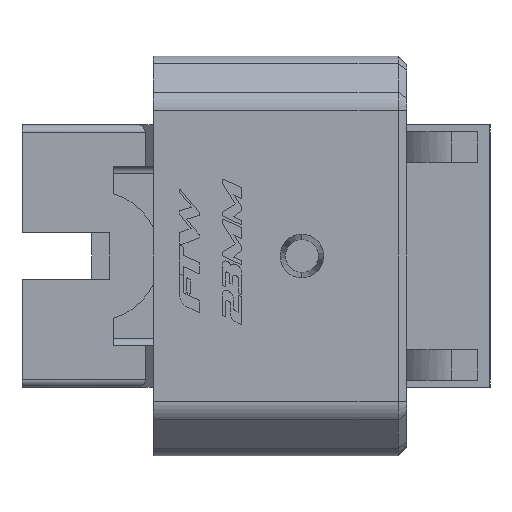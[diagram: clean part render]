
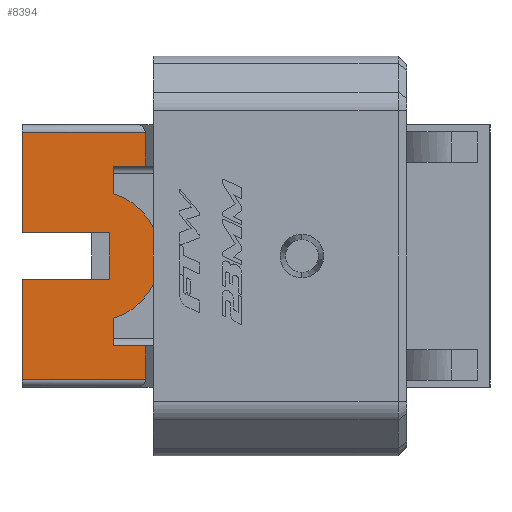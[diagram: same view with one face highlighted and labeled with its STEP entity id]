
A CAD part, left-side view. The second image highlights one B-rep face of the part: STEP entity #8394.
In plain terms, the highlighted planar face has unit normal (-1, 0, 0).
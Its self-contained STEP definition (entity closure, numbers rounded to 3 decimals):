
#234 = VECTOR ( 'NONE', #34667, 1000. ) ;
#593 = VERTEX_POINT ( 'NONE', #6113 ) ;
#1010 = DIRECTION ( 'NONE',  ( 0., -1., 0. ) ) ;
#1201 = EDGE_CURVE ( 'NONE', #18777, #34320, #14537, .T. ) ;
#1250 = EDGE_LOOP ( 'NONE', ( #11188, #26077, #18960, #29812, #6579, #32570, #27816, #6723, #25079, #6730, #13803, #5931, #27854, #31913 ) ) ;
#1276 = CARTESIAN_POINT ( 'NONE',  ( 54.306, 31.564, 22.351 ) ) ;
#2038 = LINE ( 'NONE', #34324, #234 ) ;
#2045 = DIRECTION ( 'NONE',  ( 0., -1., 0. ) ) ;
#2084 = DIRECTION ( 'NONE',  ( 0., 0., 1. ) ) ;
#2256 = CARTESIAN_POINT ( 'NONE',  ( 54.306, 27.9, -14.1 ) ) ;
#2580 = CARTESIAN_POINT ( 'NONE',  ( 54.306, 31.564, 7.133 ) ) ;
#2764 = LINE ( 'NONE', #26529, #4273 ) ;
#2871 = EDGE_CURVE ( 'NONE', #7752, #31656, #5086, .T. ) ;
#3012 = CARTESIAN_POINT ( 'NONE',  ( 54.306, 27.9, -8.8 ) ) ;
#4273 = VECTOR ( 'NONE', #15899, 1000. ) ;
#4631 = CARTESIAN_POINT ( 'NONE',  ( 54.306, 32., -2.65 ) ) ;
#4696 = CARTESIAN_POINT ( 'NONE',  ( 54.306, 42., -2.65 ) ) ;
#4967 = DIRECTION ( 'NONE',  ( 0., 0., -1. ) ) ;
#5086 = LINE ( 'NONE', #32556, #17609 ) ;
#5931 = ORIENTED_EDGE ( 'NONE', *, *, #13109, .F. ) ;
#6113 = CARTESIAN_POINT ( 'NONE',  ( 54.306, 27.9, 10.275 ) ) ;
#6175 = LINE ( 'NONE', #14689, #9848 ) ;
#6177 = VECTOR ( 'NONE', #12330, 1000. ) ;
#6499 = VECTOR ( 'NONE', #2045, 1000. ) ;
#6579 = ORIENTED_EDGE ( 'NONE', *, *, #18695, .F. ) ;
#6590 = EDGE_CURVE ( 'NONE', #19838, #18615, #8389, .T. ) ;
#6637 = CARTESIAN_POINT ( 'NONE',  ( 54.306, 31.564, 10.275 ) ) ;
#6723 = ORIENTED_EDGE ( 'NONE', *, *, #15211, .F. ) ;
#6730 = ORIENTED_EDGE ( 'NONE', *, *, #2871, .F. ) ;
#7752 = VERTEX_POINT ( 'NONE', #4631 ) ;
#8389 = LINE ( 'NONE', #24162, #23539 ) ;
#8394 = ADVANCED_FACE ( 'NONE', ( #25299 ), #30786, .T. ) ;
#8578 = EDGE_CURVE ( 'NONE', #9383, #31656, #2764, .T. ) ;
#8672 = AXIS2_PLACEMENT_3D ( 'NONE', #30189, #14768, #24861 ) ;
#9139 = LINE ( 'NONE', #33783, #6177 ) ;
#9380 = AXIS2_PLACEMENT_3D ( 'NONE', #11308, #27434, #1010 ) ;
#9383 = VERTEX_POINT ( 'NONE', #25999 ) ;
#9848 = VECTOR ( 'NONE', #17505, 1000. ) ;
#9874 = VECTOR ( 'NONE', #4967, 1000. ) ;
#10043 = LINE ( 'NONE', #4696, #6499 ) ;
#11188 = ORIENTED_EDGE ( 'NONE', *, *, #20896, .T. ) ;
#11308 = CARTESIAN_POINT ( 'NONE',  ( 54.306, 17.69, 0. ) ) ;
#12330 = DIRECTION ( 'NONE',  ( 0., 0., 1. ) ) ;
#12628 = EDGE_CURVE ( 'NONE', #593, #19838, #22638, .T. ) ;
#13092 = CARTESIAN_POINT ( 'NONE',  ( 54.306, 31.564, -10.275 ) ) ;
#13109 = EDGE_CURVE ( 'NONE', #28131, #28424, #9139, .T. ) ;
#13264 = VECTOR ( 'NONE', #22678, 1000. ) ;
#13803 = ORIENTED_EDGE ( 'NONE', *, *, #30608, .F. ) ;
#14537 = LINE ( 'NONE', #3012, #13264 ) ;
#14689 = CARTESIAN_POINT ( 'NONE',  ( 54.306, 17.69, 10.275 ) ) ;
#14768 = DIRECTION ( 'NONE',  ( -1., 0., 0. ) ) ;
#14943 = DIRECTION ( 'NONE',  ( 0., 0., -1. ) ) ;
#15067 = CARTESIAN_POINT ( 'NONE',  ( 54.306, 42., -14.1 ) ) ;
#15211 = EDGE_CURVE ( 'NONE', #9383, #18615, #19468, .T. ) ;
#15578 = CARTESIAN_POINT ( 'NONE',  ( 54.306, 17.69, -10.275 ) ) ;
#15755 = DIRECTION ( 'NONE',  ( 0., 1., 0. ) ) ;
#15899 = DIRECTION ( 'NONE',  ( 0., -1., 0. ) ) ;
#17505 = DIRECTION ( 'NONE',  ( 0., 1., 0. ) ) ;
#17562 = LINE ( 'NONE', #15578, #18931 ) ;
#17609 = VECTOR ( 'NONE', #2084, 1000. ) ;
#18615 = VERTEX_POINT ( 'NONE', #27106 ) ;
#18695 = EDGE_CURVE ( 'NONE', #593, #26651, #6175, .T. ) ;
#18777 = VERTEX_POINT ( 'NONE', #2256 ) ;
#18813 = VERTEX_POINT ( 'NONE', #13092 ) ;
#18854 = VERTEX_POINT ( 'NONE', #21403 ) ;
#18931 = VECTOR ( 'NONE', #15755, 1000. ) ;
#18960 = ORIENTED_EDGE ( 'NONE', *, *, #28520, .T. ) ;
#19468 = LINE ( 'NONE', #19994, #32299 ) ;
#19653 = EDGE_CURVE ( 'NONE', #26651, #24585, #29438, .T. ) ;
#19838 = VERTEX_POINT ( 'NONE', #23006 ) ;
#19974 = DIRECTION ( 'NONE',  ( 0., 0., 1. ) ) ;
#19994 = CARTESIAN_POINT ( 'NONE',  ( 54.306, 42., 0. ) ) ;
#20506 = CARTESIAN_POINT ( 'NONE',  ( 54.306, 42., -2.65 ) ) ;
#20896 = EDGE_CURVE ( 'NONE', #34320, #18813, #17562, .T. ) ;
#21403 = CARTESIAN_POINT ( 'NONE',  ( 54.306, 31.564, -7.133 ) ) ;
#22638 = LINE ( 'NONE', #33467, #24345 ) ;
#22678 = DIRECTION ( 'NONE',  ( 0., 0., 1. ) ) ;
#22748 = EDGE_CURVE ( 'NONE', #18854, #18813, #30540, .T. ) ;
#23006 = CARTESIAN_POINT ( 'NONE',  ( 54.306, 27.9, 14.1 ) ) ;
#23116 = CARTESIAN_POINT ( 'NONE',  ( 54.306, 27.9, -10.275 ) ) ;
#23539 = VECTOR ( 'NONE', #34824, 1000. ) ;
#23950 = CIRCLE ( 'NONE', #8672, 7.445 ) ;
#24162 = CARTESIAN_POINT ( 'NONE',  ( 54.306, 42., 14.1 ) ) ;
#24345 = VECTOR ( 'NONE', #19974, 1000. ) ;
#24585 = VERTEX_POINT ( 'NONE', #2580 ) ;
#24861 = DIRECTION ( 'NONE',  ( 0., -1., 0. ) ) ;
#25079 = ORIENTED_EDGE ( 'NONE', *, *, #8578, .T. ) ;
#25299 = FACE_OUTER_BOUND ( 'NONE', #1250, .T. ) ;
#25999 = CARTESIAN_POINT ( 'NONE',  ( 54.306, 42., 2.65 ) ) ;
#26077 = ORIENTED_EDGE ( 'NONE', *, *, #22748, .F. ) ;
#26529 = CARTESIAN_POINT ( 'NONE',  ( 54.306, 42., 2.65 ) ) ;
#26651 = VERTEX_POINT ( 'NONE', #6637 ) ;
#27106 = CARTESIAN_POINT ( 'NONE',  ( 54.306, 42., 14.1 ) ) ;
#27434 = DIRECTION ( 'NONE',  ( -1., 0., 0. ) ) ;
#27816 = ORIENTED_EDGE ( 'NONE', *, *, #6590, .T. ) ;
#27854 = ORIENTED_EDGE ( 'NONE', *, *, #29808, .T. ) ;
#28131 = VERTEX_POINT ( 'NONE', #15067 ) ;
#28424 = VERTEX_POINT ( 'NONE', #20506 ) ;
#28520 = EDGE_CURVE ( 'NONE', #18854, #24585, #23950, .T. ) ;
#29268 = CARTESIAN_POINT ( 'NONE',  ( 54.306, 31.564, 22.351 ) ) ;
#29438 = LINE ( 'NONE', #29268, #9874 ) ;
#29808 = EDGE_CURVE ( 'NONE', #28131, #18777, #2038, .T. ) ;
#29812 = ORIENTED_EDGE ( 'NONE', *, *, #19653, .F. ) ;
#29819 = VECTOR ( 'NONE', #14943, 1000. ) ;
#30189 = CARTESIAN_POINT ( 'NONE',  ( 54.306, 33.695, 0. ) ) ;
#30540 = LINE ( 'NONE', #1276, #29819 ) ;
#30608 = EDGE_CURVE ( 'NONE', #28424, #7752, #10043, .T. ) ;
#30786 = PLANE ( 'NONE',  #9380 ) ;
#30812 = DIRECTION ( 'NONE',  ( 0., 0., 1. ) ) ;
#31656 = VERTEX_POINT ( 'NONE', #33203 ) ;
#31913 = ORIENTED_EDGE ( 'NONE', *, *, #1201, .T. ) ;
#32299 = VECTOR ( 'NONE', #30812, 1000. ) ;
#32556 = CARTESIAN_POINT ( 'NONE',  ( 54.306, 32., 0. ) ) ;
#32570 = ORIENTED_EDGE ( 'NONE', *, *, #12628, .T. ) ;
#33203 = CARTESIAN_POINT ( 'NONE',  ( 54.306, 32., 2.65 ) ) ;
#33467 = CARTESIAN_POINT ( 'NONE',  ( 54.306, 27.9, 15. ) ) ;
#33783 = CARTESIAN_POINT ( 'NONE',  ( 54.306, 42., 0. ) ) ;
#34320 = VERTEX_POINT ( 'NONE', #23116 ) ;
#34324 = CARTESIAN_POINT ( 'NONE',  ( 54.306, 17.69, -14.1 ) ) ;
#34667 = DIRECTION ( 'NONE',  ( 0., -1., 0. ) ) ;
#34824 = DIRECTION ( 'NONE',  ( 0., 1., 0. ) ) ;
